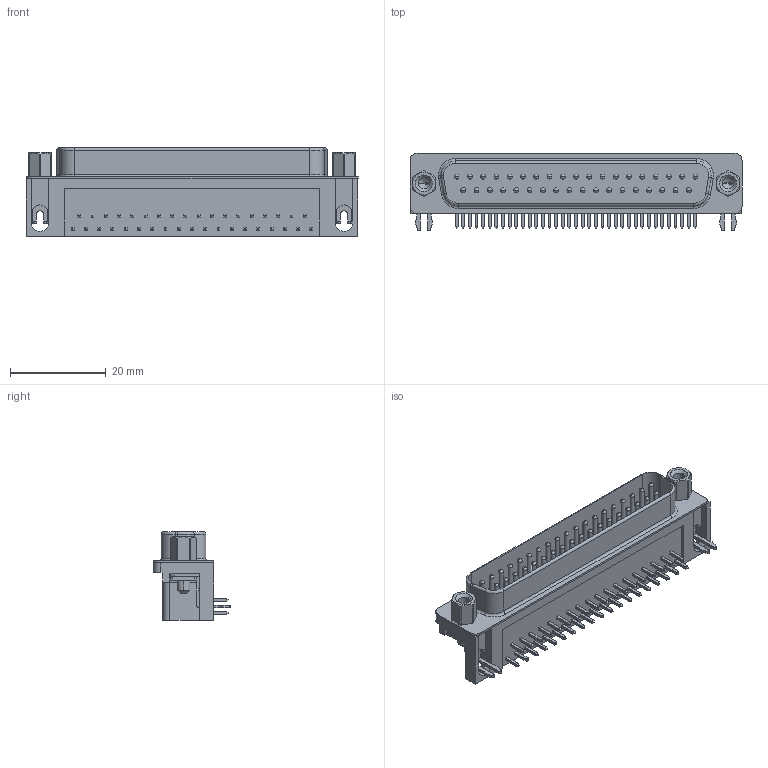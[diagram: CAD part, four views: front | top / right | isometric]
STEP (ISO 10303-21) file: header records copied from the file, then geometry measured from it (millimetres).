
FILE_DESCRIPTION (( 'STEP AP214' ), '1' );
FILE_NAME ('K22X(HT)-C37P-NJ_rA2(rA1).STEP', '2013-12-06T21:00:50', ( '' ), ( '' ), 'SwSTEP 2.0', 'SolidWorks 2012', '' );
FILE_SCHEMA (( 'AUTOMOTIVE_DESIGN' ));
Length unit declared in the file: millimetre
Products named in the file (1): K22X(HT)-C37P-NJ_rA2(rA1)
Bounding box: 69.32 x 16.1 x 18.5 mm (x, y, z)
Volume: 8735 mm3; surface area: 6808.3 mm2
Topology: 1 solids, 1 shells, 758 faces, 1911 edges, 1156 vertices
Faces by surface type: plane 468, cylinder 174, sphere 74, cone 28, torus 14
Entity records: 23439 total; most frequent: DIRECTION 3726, CARTESIAN_POINT 3712, ORIENTED_EDGE 3518, EDGE_CURVE 1759, LINE 1278, VECTOR 1278, AXIS2_PLACEMENT_3D 1224, VERTEX_POINT 1082
